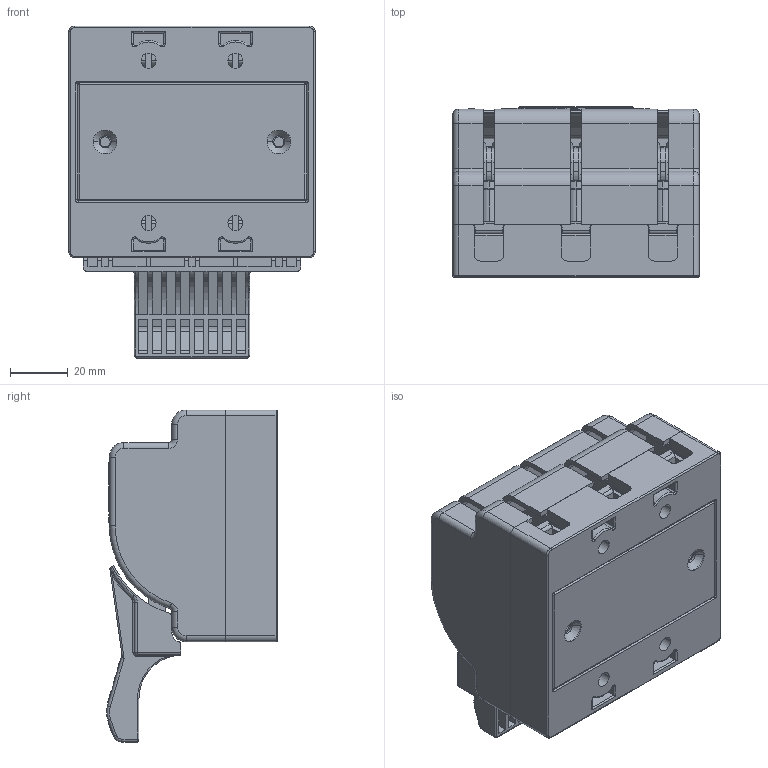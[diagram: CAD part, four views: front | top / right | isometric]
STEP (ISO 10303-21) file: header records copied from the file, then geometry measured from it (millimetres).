
FILE_DESCRIPTION((''),'2;1');
FILE_NAME('HD18-63-3_ASM','2022-10-12T',('Administrator'),(''),'PRO/ENGINEER BY PARAMETRIC TECHNOLOGY CORPORATION, 2009440','PRO/ENGINEER BY PARAMETRIC TECHNOLOGY CORPORATION, 2009440','');
FILE_SCHEMA(('CONFIG_CONTROL_DESIGN'));
Products named in the file (12): 63DIBAN; HOUCHUTOU; JIEXIANDUANZI; QIANCHUTOU; DAOPIAN; ZHAO; SHOUBIN; GAIBAN; FANGLUOMU; WAXINGTANHUANG; MAODING; HD18-63-3_ASM
Assembly tree (30 placements, depth 2):
  HD18-63-3_ASM
    63DIBAN
    HOUCHUTOU  x3
    JIEXIANDUANZI  x6
    QIANCHUTOU  x3
    DAOPIAN  x3
    ZHAO
    SHOUBIN
    GAIBAN
    FANGLUOMU  x2
    WAXINGTANHUANG  x6
    MAODING  x3
Bounding box: 85 x 58.99 x 114.6 mm (x, y, z)
Volume: 148035.5 mm3; surface area: 145678.2 mm2
Topology: 30 solids, 30 shells, 3715 faces, 9878 edges, 6348 vertices
Faces by surface type: plane 1752, cylinder 896, extrusion 639, torus 229, bspline 87, sphere 72, cone 40
Entity records: 106317 total; most frequent: CARTESIAN_POINT 31344, ORIENTED_EDGE 16406, DIRECTION 13688, EDGE_CURVE 8203, VECTOR 5654, VERTEX_POINT 5260, LINE 5015, AXIS2_PLACEMENT_3D 4017
